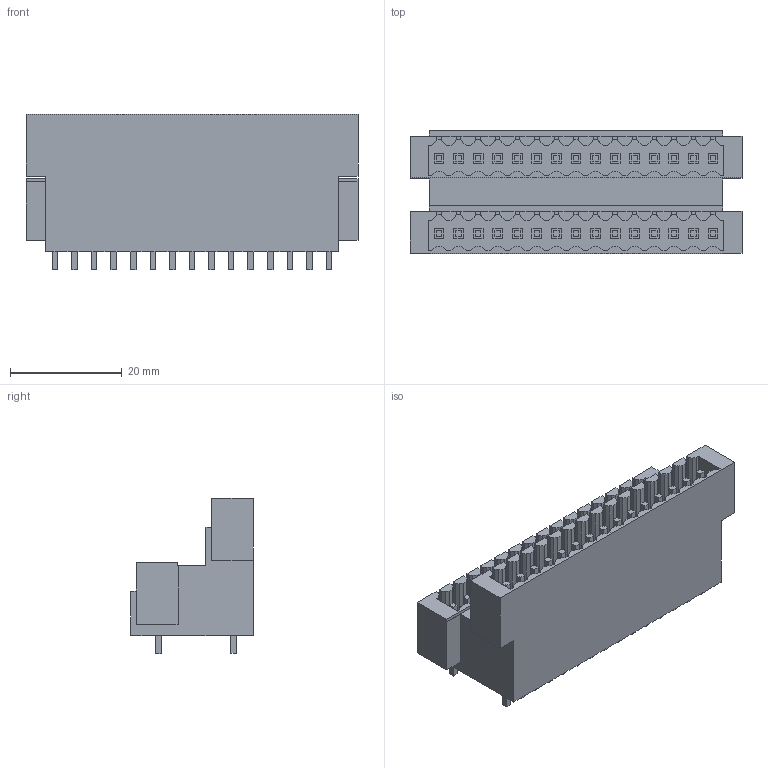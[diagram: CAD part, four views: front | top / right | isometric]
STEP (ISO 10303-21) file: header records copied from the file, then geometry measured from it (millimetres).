
FILE_DESCRIPTION(('CATIA V5 STEP Exchange','CAx-IF Rec.Pracs.--- Model Styling and Organization---1.4--- 2014-01-23'),'2;1');
FILE_NAME ('D1458744_1_1891120000_1891120000.stp','2022-08-10T11:35:26+00:00',('none'),('Weidmueller'),'CATIA Version 5-6 Release 2016 SP3 HF44','CATIA V5 STEP AP214','none');
FILE_SCHEMA(('AUTOMOTIVE_DESIGN { 1 0 10303 214 1 1 1 1 }'));
Length unit declared in the file: millimetre
Products named in the file (1): 1891120000
Bounding box: 59.4 x 22 x 27.77 mm (x, y, z)
Volume: 16708.3 mm3; surface area: 11198.1 mm2
Topology: 31 solids, 33 shells, 738 faces, 2131 edges, 1489 vertices
Faces by surface type: plane 646, cylinder 92
Entity records: 22771 total; most frequent: ORIENTED_EDGE 4262, CARTESIAN_POINT 4123, DIRECTION 3112, EDGE_CURVE 2131, VECTOR 1947, LINE 1947, VERTEX_POINT 1489, EDGE_LOOP 768
